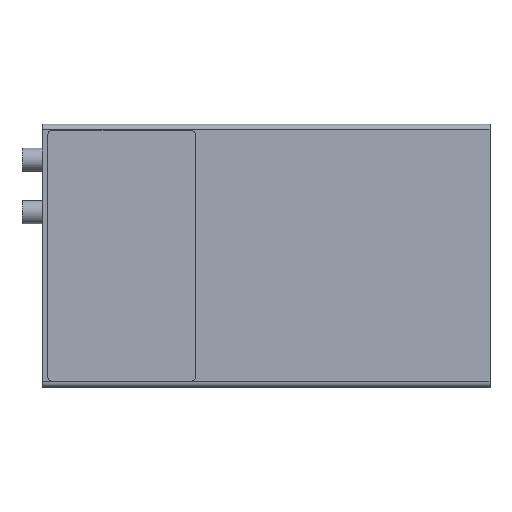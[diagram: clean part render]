
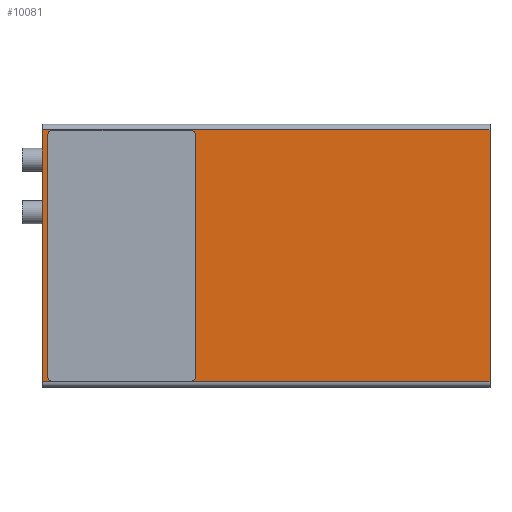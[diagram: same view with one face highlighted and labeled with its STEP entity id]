
A CAD part, top view. The second image highlights one B-rep face of the part: STEP entity #10081.
In plain terms, the highlighted face is planar.
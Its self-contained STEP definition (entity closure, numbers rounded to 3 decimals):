
#9250=DIRECTION('',(0.,1.,0.));
#9251=VECTOR('',#9250,68.4);
#9252=CARTESIAN_POINT('',(-20.,-3.7,0.));
#9253=LINE('',#9252,#9251);
#9257=DIRECTION('',(0.,-1.,0.));
#9258=VECTOR('',#9257,68.4);
#9259=CARTESIAN_POINT('',(101.5,64.7,0.));
#9260=LINE('',#9259,#9258);
#9293=DIRECTION('',(-1.,0.,0.));
#9294=VECTOR('',#9293,121.5);
#9295=CARTESIAN_POINT('',(101.5,64.7,0.));
#9296=LINE('',#9295,#9294);
#9425=DIRECTION('',(1.,0.,0.));
#9426=VECTOR('',#9425,121.5);
#9427=CARTESIAN_POINT('',(-20.,-3.7,0.));
#9428=LINE('',#9427,#9426);
#10002=CARTESIAN_POINT('',(101.5,64.7,0.));
#10003=CARTESIAN_POINT('',(101.5,-3.7,0.));
#10004=VERTEX_POINT('',#10002);
#10005=VERTEX_POINT('',#10003);
#10006=CARTESIAN_POINT('',(-20.,-3.7,0.));
#10007=CARTESIAN_POINT('',(-20.,64.7,0.));
#10008=VERTEX_POINT('',#10006);
#10009=VERTEX_POINT('',#10007);
#10066=CARTESIAN_POINT('',(0.,0.,0.));
#10067=DIRECTION('',(0.,0.,-1.));
#10068=DIRECTION('',(1.,0.,0.));
#10069=AXIS2_PLACEMENT_3D('',#10066,#10067,#10068);
#10070=PLANE('',#10069);
#10072=ORIENTED_EDGE('',*,*,#10071,.F.);
#10074=ORIENTED_EDGE('',*,*,#10073,.T.);
#10076=ORIENTED_EDGE('',*,*,#10075,.F.);
#10078=ORIENTED_EDGE('',*,*,#10077,.T.);
#10079=EDGE_LOOP('',(#10072,#10074,#10076,#10078));
#10080=FACE_OUTER_BOUND('',#10079,.F.);
#10071=EDGE_CURVE('',#10008,#10009,#9253,.T.);
#10073=EDGE_CURVE('',#10008,#10005,#9428,.T.);
#10075=EDGE_CURVE('',#10004,#10005,#9260,.T.);
#10077=EDGE_CURVE('',#10004,#10009,#9296,.T.);
#10081=ADVANCED_FACE('',(#10080),#10070,.T.);
